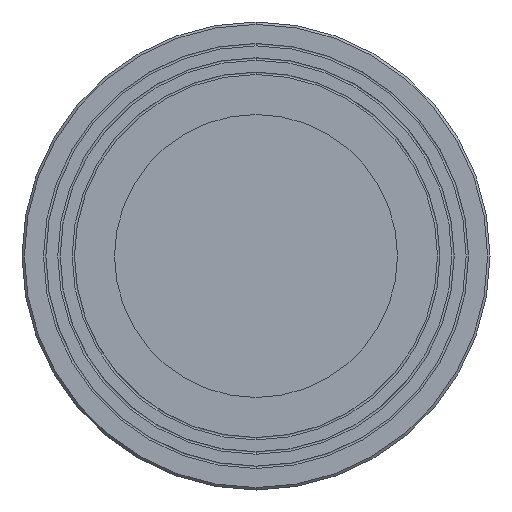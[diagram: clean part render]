
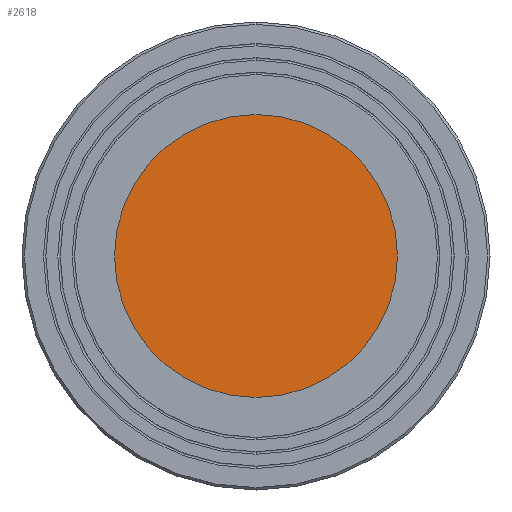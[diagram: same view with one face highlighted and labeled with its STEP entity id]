
A CAD part, front view. The second image highlights one B-rep face of the part: STEP entity #2618.
In plain terms, the highlighted planar face has unit normal (0, -1, 0).
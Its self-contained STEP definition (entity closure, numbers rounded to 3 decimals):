
#18 = CARTESIAN_POINT ( 'NONE',  ( 0., 2., -59.25 ) ) ;
#23 = CARTESIAN_POINT ( 'NONE',  ( 0., 2., 59.25 ) ) ;
#1800 = DIRECTION ( 'NONE',  ( 0., 0., -1. ) ) ;
#1802 = DIRECTION ( 'NONE',  ( 0., -1., 0. ) ) ;
#1803 = CARTESIAN_POINT ( 'NONE',  ( 0., 2., 0. ) ) ;
#2271 = AXIS2_PLACEMENT_3D ( 'NONE', #1803, #1802, #1800 ) ;
#2277 = CIRCLE ( 'NONE', #2346, 59.25 ) ;
#2293 = AXIS2_PLACEMENT_3D ( 'NONE', #3249, #3234, #3232 ) ;
#2346 = AXIS2_PLACEMENT_3D ( 'NONE', #4932, #4931, #4930 ) ;
#2352 = CIRCLE ( 'NONE', #2271, 59.25 ) ;
#2618 = ADVANCED_FACE ( 'NONE', ( #3242 ), #3241, .F. ) ;
#2644 = EDGE_CURVE ( 'NONE', #3560, #3565, #2277, .T. ) ;
#2724 = EDGE_CURVE ( 'NONE', #3565, #3560, #2352, .T. ) ;
#3232 = DIRECTION ( 'NONE',  ( 0., 0., 1. ) ) ;
#3234 = DIRECTION ( 'NONE',  ( 0., 1., 0. ) ) ;
#3241 = PLANE ( 'NONE',  #2293 ) ;
#3242 = FACE_OUTER_BOUND ( 'NONE', #3601, .T. ) ;
#3249 = CARTESIAN_POINT ( 'NONE',  ( 0., 2., 0. ) ) ;
#3560 = VERTEX_POINT ( 'NONE', #23 ) ;
#3565 = VERTEX_POINT ( 'NONE', #18 ) ;
#3601 = EDGE_LOOP ( 'NONE', ( #4075, #4076 ) ) ;
#4075 = ORIENTED_EDGE ( 'NONE', *, *, #2724, .T. ) ;
#4076 = ORIENTED_EDGE ( 'NONE', *, *, #2644, .T. ) ;
#4930 = DIRECTION ( 'NONE',  ( 0., 0., -1. ) ) ;
#4931 = DIRECTION ( 'NONE',  ( 0., -1., 0. ) ) ;
#4932 = CARTESIAN_POINT ( 'NONE',  ( 0., 2., 0. ) ) ;
